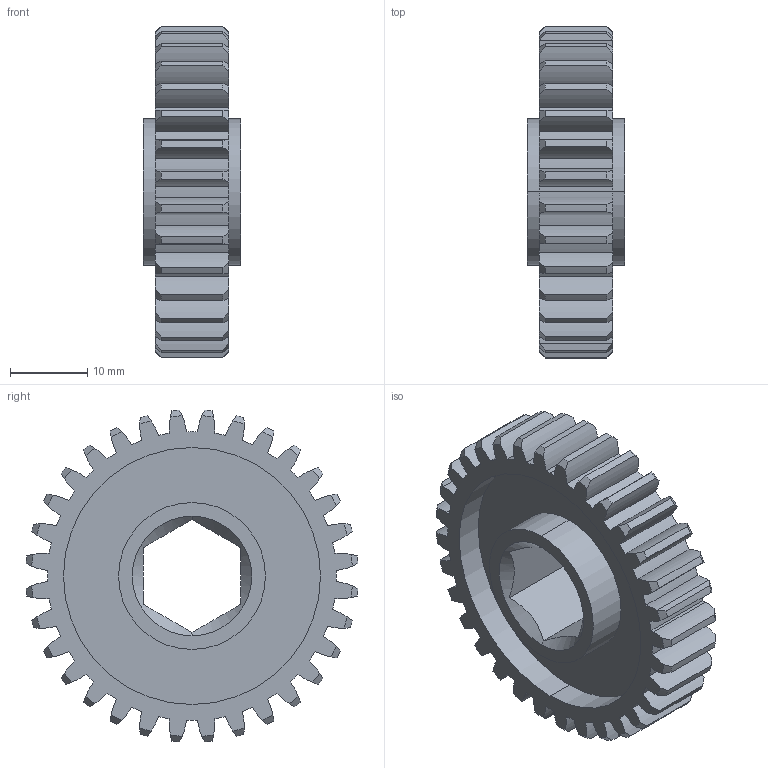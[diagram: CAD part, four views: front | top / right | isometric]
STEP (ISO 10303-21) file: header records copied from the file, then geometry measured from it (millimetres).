
FILE_DESCRIPTION (( 'STEP AP203' ), '1' );
FILE_NAME ('am-3815 32T 20DP 500hex 375 FW.STEP', '2022-06-30T16:41:10', ( '' ), ( '' ), 'SwSTEP 2.0', 'SolidWorks 2022', '' );
FILE_SCHEMA (( 'CONFIG_CONTROL_DESIGN' ));
Length unit declared in the file: inch
Products named in the file (1): am-3815 32T 20DP 500hex 375 FW
Bounding box: 12.7 x 43.06 x 43.06 mm (x, y, z)
Volume: 7020.5 mm3; surface area: 6571.2 mm2
Topology: 1 solids, 1 shells, 221 faces, 641 edges, 426 vertices
Faces by surface type: cylinder 141, cone 68, plane 12
Entity records: 7800 total; most frequent: CARTESIAN_POINT 1813, DIRECTION 1295, ORIENTED_EDGE 1282, EDGE_CURVE 641, AXIS2_PLACEMENT_3D 572, VERTEX_POINT 426, CIRCLE 350, EDGE_LOOP 227
